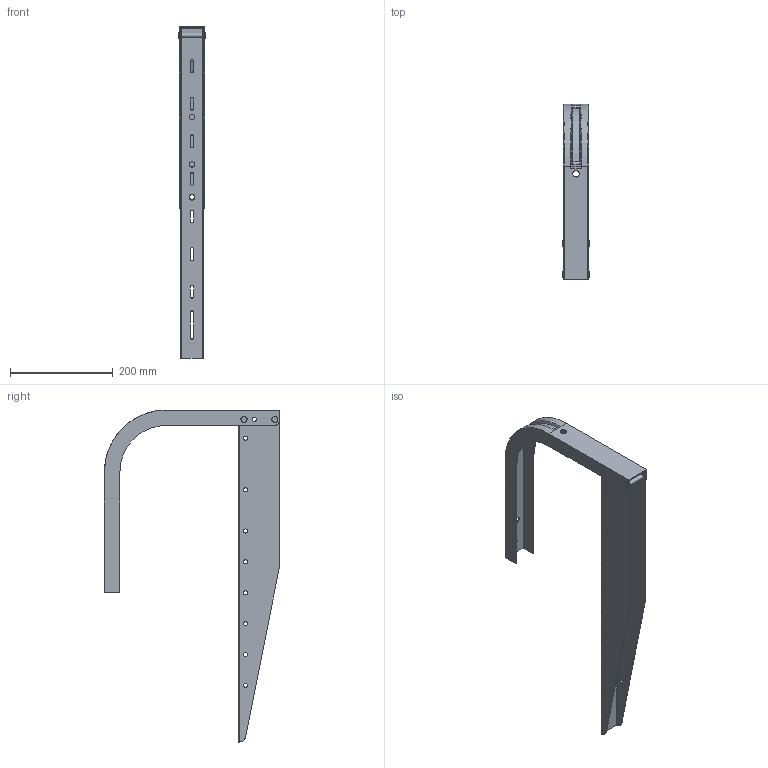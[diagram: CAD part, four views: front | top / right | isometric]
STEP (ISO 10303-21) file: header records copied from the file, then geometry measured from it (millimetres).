
FILE_DESCRIPTION (( 'STEP AP203' ), '1' );
FILE_NAME ('Êîíñîëü ïîòîëî÷íàÿ BBA-20_BBA2060.STEP', '2012-11-22T08:12:46', ( 'Àñååâ' ), ( '' ), 'SwSTEP 2.0', 'SolidWorks 2012', '' );
FILE_SCHEMA (( 'CONFIG_CONTROL_DESIGN' ));
Length unit declared in the file: millimetre
Products named in the file (1): Êîíñîëü ïîòîëî÷íàÿ BBA-20_BBA2060
Bounding box: 53 x 340 x 645 mm (x, y, z)
Volume: 290744.6 mm3; surface area: 345312.6 mm2
Topology: 1 solids, 1 shells, 153 faces, 408 edges, 265 vertices
Faces by surface type: cylinder 74, plane 62, torus 11, cone 4, bspline 2
Full cylindrical faces by diameter (mm): 5.2 x2, 8 x26, 11 x3, 12 x4, 12.5 x2
Entity records: 4750 total; most frequent: CARTESIAN_POINT 854, DIRECTION 791, ORIENTED_EDGE 704, EDGE_CURVE 352, AXIS2_PLACEMENT_3D 309, EDGE_LOOP 286, VERTEX_POINT 256, FACE_OUTER_BOUND 200
